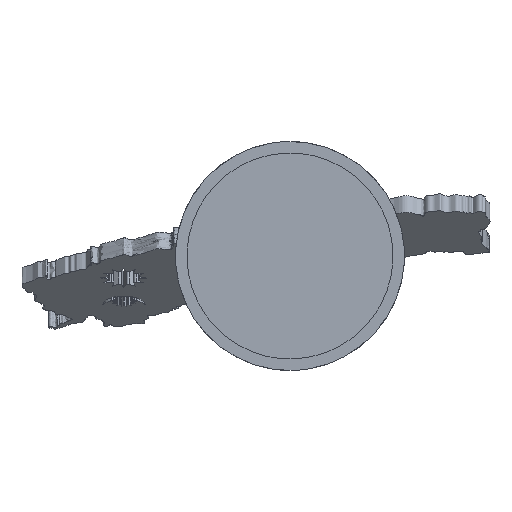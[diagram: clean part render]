
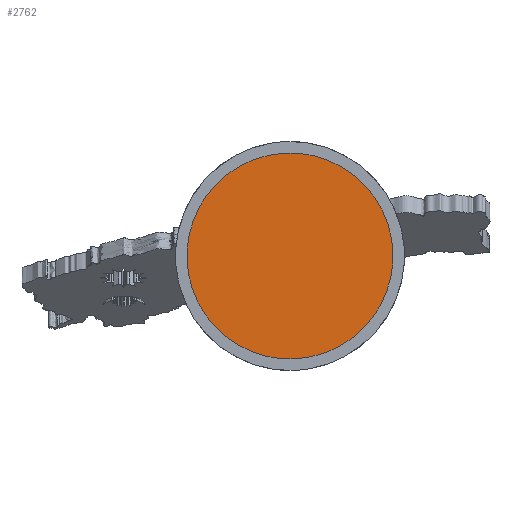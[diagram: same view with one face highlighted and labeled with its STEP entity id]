
A CAD part, front view. The second image highlights one B-rep face of the part: STEP entity #2762.
In plain terms, the highlighted free-form (B-spline) face has degree [1, 1] with [2, 2] control points.
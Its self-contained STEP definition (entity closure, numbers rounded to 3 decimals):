
#985 = VERTEX_POINT('',#986);
#986 = CARTESIAN_POINT('',(82.567,-31.757,
    17.666));
#991 = EDGE_CURVE('',#985,#992,#994,.T.);
#992 = VERTEX_POINT('',#993);
#993 = CARTESIAN_POINT('',(82.567,-31.757,
    -39.495));
#994 = ( BOUNDED_CURVE() B_SPLINE_CURVE(2,(#995,#996,#997,#998,#999),
.UNSPECIFIED.,.F.,.F.) B_SPLINE_CURVE_WITH_KNOTS((3,2,3),(3.142,
4.712,6.283),.PIECEWISE_BEZIER_KNOTS.) CURVE() 
GEOMETRIC_REPRESENTATION_ITEM() RATIONAL_B_SPLINE_CURVE((1.,
0.707,1.,0.707,1.)) REPRESENTATION_ITEM('') );
#995 = CARTESIAN_POINT('',(82.567,-31.757,
    17.666));
#996 = CARTESIAN_POINT('',(53.986,-31.757,
    17.666));
#997 = CARTESIAN_POINT('',(53.986,-31.757,
    -10.915));
#998 = CARTESIAN_POINT('',(53.986,-31.757,
    -39.495));
#999 = CARTESIAN_POINT('',(82.567,-31.757,
    -39.495));
#2741 = EDGE_CURVE('',#992,#985,#2742,.T.);
#2742 = ( BOUNDED_CURVE() B_SPLINE_CURVE(2,(#2743,#2744,#2745,#2746,
#2747),.UNSPECIFIED.,.F.,.F.) B_SPLINE_CURVE_WITH_KNOTS((3,2,3),(0.,
1.571,3.142),.PIECEWISE_BEZIER_KNOTS.) CURVE() 
GEOMETRIC_REPRESENTATION_ITEM() RATIONAL_B_SPLINE_CURVE((1.,
0.707,1.,0.707,1.)) REPRESENTATION_ITEM('') );
#2743 = CARTESIAN_POINT('',(82.567,-31.757,
    -39.495));
#2744 = CARTESIAN_POINT('',(111.148,-31.757,
    -39.495));
#2745 = CARTESIAN_POINT('',(111.148,-31.757,
    -10.915));
#2746 = CARTESIAN_POINT('',(111.148,-31.757,
    17.666));
#2747 = CARTESIAN_POINT('',(82.567,-31.757,
    17.666));
#2762 = ADVANCED_FACE('',(#2763),#2767,.T.);
#2763 = FACE_BOUND('',#2764,.T.);
#2764 = EDGE_LOOP('',(#2765,#2766));
#2765 = ORIENTED_EDGE('',*,*,#991,.T.);
#2766 = ORIENTED_EDGE('',*,*,#2741,.T.);
#2767 = B_SPLINE_SURFACE_WITH_KNOTS('',1,1,(
    (#2768,#2769)
    ,(#2770,#2771
    )),.UNSPECIFIED.,.F.,.F.,.F.,(2,2),(2,2),(-22.5,22.5),(-22.5,22.5),
  .PIECEWISE_BEZIER_KNOTS.);
#2768 = CARTESIAN_POINT('',(53.986,-31.757,
    17.666));
#2769 = CARTESIAN_POINT('',(111.148,-31.757,
    17.666));
#2770 = CARTESIAN_POINT('',(53.986,-31.757,
    -39.495));
#2771 = CARTESIAN_POINT('',(111.148,-31.757,
    -39.495));
